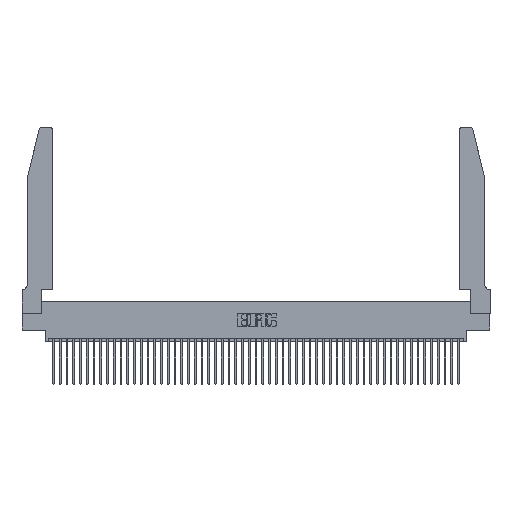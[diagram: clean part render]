
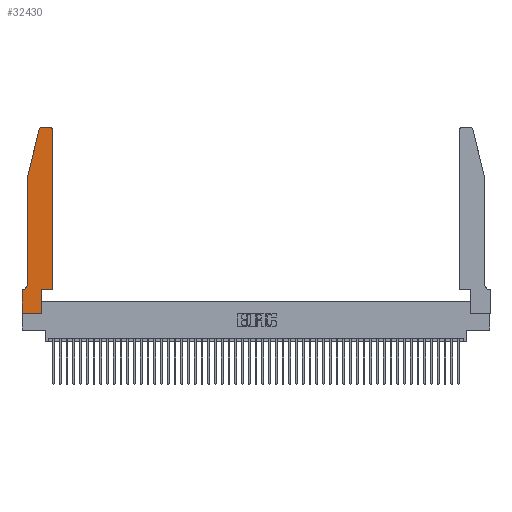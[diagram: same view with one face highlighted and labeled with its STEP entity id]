
A CAD part, top view. The second image highlights one B-rep face of the part: STEP entity #32430.
In plain terms, the highlighted planar face has unit normal (0, 0, 1).
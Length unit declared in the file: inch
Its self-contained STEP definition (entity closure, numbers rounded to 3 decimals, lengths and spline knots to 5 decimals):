
#79 = DIRECTION ( 'NONE',  ( -1., 0., 0. ) ) ;
#414 = ORIENTED_EDGE ( 'NONE', *, *, #35151, .T. ) ;
#424 = CIRCLE ( 'NONE', #20361, 0.03 ) ;
#1290 = DIRECTION ( 'NONE',  ( 0., 0., 1. ) ) ;
#1466 = CARTESIAN_POINT ( 'NONE',  ( 0.2865, 0.35, 0.37 ) ) ;
#1885 = VERTEX_POINT ( 'NONE', #45262 ) ;
#2196 = CARTESIAN_POINT ( 'NONE',  ( 0.4205, 2.75, 0.37 ) ) ;
#2420 = CARTESIAN_POINT ( 'NONE',  ( 0., 0., 0.37 ) ) ;
#3650 = EDGE_CURVE ( 'NONE', #19091, #12682, #14468, .T. ) ;
#4680 = CARTESIAN_POINT ( 'NONE',  ( 0.4505, 0.35, 0.37 ) ) ;
#4770 = LINE ( 'NONE', #4680, #42291 ) ;
#5821 = CARTESIAN_POINT ( 'NONE',  ( 0.284, 2.75, 0.37 ) ) ;
#6482 = DIRECTION ( 'NONE',  ( 0., -1., 0. ) ) ;
#6957 = ORIENTED_EDGE ( 'NONE', *, *, #23815, .T. ) ;
#7022 = ORIENTED_EDGE ( 'NONE', *, *, #30312, .T. ) ;
#8086 = VECTOR ( 'NONE', #13796, 39.37008 ) ;
#8302 = EDGE_CURVE ( 'NONE', #19704, #46036, #4770, .T. ) ;
#8336 = VECTOR ( 'NONE', #47211, 39.37008 ) ;
#9041 = VECTOR ( 'NONE', #6482, 39.37008 ) ;
#9183 = VERTEX_POINT ( 'NONE', #24146 ) ;
#9875 = CARTESIAN_POINT ( 'NONE',  ( 0.284, 2.72, 0.37 ) ) ;
#10085 = EDGE_CURVE ( 'NONE', #12682, #1885, #28711, .T. ) ;
#10276 = LINE ( 'NONE', #14342, #9041 ) ;
#11197 = DIRECTION ( 'NONE',  ( 0., 1., 0. ) ) ;
#11566 = ORIENTED_EDGE ( 'NONE', *, *, #41575, .T. ) ;
#12148 = ORIENTED_EDGE ( 'NONE', *, *, #10085, .T. ) ;
#12156 = VERTEX_POINT ( 'NONE', #5821 ) ;
#12196 = VECTOR ( 'NONE', #25794, 39.37008 ) ;
#12682 = VERTEX_POINT ( 'NONE', #43283 ) ;
#13410 = LINE ( 'NONE', #2420, #12196 ) ;
#13666 = ORIENTED_EDGE ( 'NONE', *, *, #3650, .T. ) ;
#13796 = DIRECTION ( 'NONE',  ( 0., -1., 0. ) ) ;
#13803 = DIRECTION ( 'NONE',  ( 1., 0., 0. ) ) ;
#13975 = DIRECTION ( 'NONE',  ( 0., 0., -1. ) ) ;
#14340 = CARTESIAN_POINT ( 'NONE',  ( 0.4205, 2.72, 0.37 ) ) ;
#14342 = CARTESIAN_POINT ( 'NONE',  ( 0., 0., 0.37 ) ) ;
#14468 = LINE ( 'NONE', #31977, #23509 ) ;
#16058 = CARTESIAN_POINT ( 'NONE',  ( 0., 0.35, 0.37 ) ) ;
#16087 = EDGE_CURVE ( 'NONE', #1885, #18152, #42040, .T. ) ;
#17240 = CIRCLE ( 'NONE', #32334, 0.03 ) ;
#17796 = ORIENTED_EDGE ( 'NONE', *, *, #44819, .T. ) ;
#18152 = VERTEX_POINT ( 'NONE', #42970 ) ;
#18243 = DIRECTION ( 'NONE',  ( 1., 0., 0. ) ) ;
#18627 = VERTEX_POINT ( 'NONE', #26492 ) ;
#19091 = VERTEX_POINT ( 'NONE', #21190 ) ;
#19704 = VERTEX_POINT ( 'NONE', #21308 ) ;
#20247 = LINE ( 'NONE', #1466, #49747 ) ;
#20361 = AXIS2_PLACEMENT_3D ( 'NONE', #14340, #41279, #18243 ) ;
#21190 = CARTESIAN_POINT ( 'NONE',  ( 0.25487, 2.72718, 0.37 ) ) ;
#21308 = CARTESIAN_POINT ( 'NONE',  ( 0.2865, 0.35, 0.37 ) ) ;
#22851 = CARTESIAN_POINT ( 'NONE',  ( 0.4505, 0.35, 0.37 ) ) ;
#23053 = VERTEX_POINT ( 'NONE', #37925 ) ;
#23509 = VECTOR ( 'NONE', #35851, 39.37008 ) ;
#23815 = EDGE_CURVE ( 'NONE', #12156, #19091, #17240, .T. ) ;
#24050 = DIRECTION ( 'NONE',  ( 1., 0., 0. ) ) ;
#24146 = CARTESIAN_POINT ( 'NONE',  ( 0., 0., 0.37 ) ) ;
#24177 = CARTESIAN_POINT ( 'NONE',  ( 0.0755, 0.35, 0.37 ) ) ;
#24704 = CARTESIAN_POINT ( 'NONE',  ( 0., 0.35, 0.37 ) ) ;
#25015 = AXIS2_PLACEMENT_3D ( 'NONE', #37078, #13975, #40921 ) ;
#25393 = VERTEX_POINT ( 'NONE', #16058 ) ;
#25794 = DIRECTION ( 'NONE',  ( 1., 0., 0. ) ) ;
#26492 = CARTESIAN_POINT ( 'NONE',  ( 0.4505, 2.72, 0.37 ) ) ;
#27153 = LINE ( 'NONE', #27451, #46370 ) ;
#27188 = EDGE_LOOP ( 'NONE', ( #7022, #6957, #13666, #12148, #42305, #11566, #46366, #38331, #50216, #37574, #17796, #414 ) ) ;
#27451 = CARTESIAN_POINT ( 'NONE',  ( 0.2605, 2.75, 0.37 ) ) ;
#28632 = DIRECTION ( 'NONE',  ( 1., 0., 0. ) ) ;
#28658 = EDGE_CURVE ( 'NONE', #25393, #9183, #10276, .T. ) ;
#28711 = LINE ( 'NONE', #33029, #8086 ) ;
#28948 = LINE ( 'NONE', #24177, #8336 ) ;
#29792 = LINE ( 'NONE', #22851, #37584 ) ;
#30312 = EDGE_CURVE ( 'NONE', #44599, #12156, #27153, .T. ) ;
#31977 = CARTESIAN_POINT ( 'NONE',  ( 0.0755, 2., 0.37 ) ) ;
#32334 = AXIS2_PLACEMENT_3D ( 'NONE', #9875, #36907, #13803 ) ;
#32430 = ADVANCED_FACE ( 'NONE', ( #41921 ), #36208, .T. ) ;
#32463 = EDGE_CURVE ( 'NONE', #23053, #19704, #20247, .T. ) ;
#32652 = DIRECTION ( 'NONE',  ( 0., 1., 0. ) ) ;
#33029 = CARTESIAN_POINT ( 'NONE',  ( 0.0755, 2., 0.37 ) ) ;
#33729 = CARTESIAN_POINT ( 'NONE',  ( 0.4505, 0.35, 0.37 ) ) ;
#35151 = EDGE_CURVE ( 'NONE', #18627, #44599, #424, .T. ) ;
#35541 = EDGE_CURVE ( 'NONE', #9183, #23053, #13410, .T. ) ;
#35824 = AXIS2_PLACEMENT_3D ( 'NONE', #24704, #1290, #28632 ) ;
#35851 = DIRECTION ( 'NONE',  ( -0.239, -0.971, 0. ) ) ;
#36208 = PLANE ( 'NONE',  #35824 ) ;
#36907 = DIRECTION ( 'NONE',  ( 0., 0., 1. ) ) ;
#37078 = CARTESIAN_POINT ( 'NONE',  ( 0.0055, 0.42, 0.37 ) ) ;
#37574 = ORIENTED_EDGE ( 'NONE', *, *, #8302, .T. ) ;
#37584 = VECTOR ( 'NONE', #11197, 39.37008 ) ;
#37925 = CARTESIAN_POINT ( 'NONE',  ( 0.2865, 0., 0.37 ) ) ;
#38331 = ORIENTED_EDGE ( 'NONE', *, *, #35541, .T. ) ;
#40921 = DIRECTION ( 'NONE',  ( -1., 0., 0. ) ) ;
#41279 = DIRECTION ( 'NONE',  ( 0., 0., 1. ) ) ;
#41575 = EDGE_CURVE ( 'NONE', #18152, #25393, #28948, .T. ) ;
#41921 = FACE_OUTER_BOUND ( 'NONE', #27188, .T. ) ;
#42040 = CIRCLE ( 'NONE', #25015, 0.07 ) ;
#42291 = VECTOR ( 'NONE', #24050, 39.37008 ) ;
#42305 = ORIENTED_EDGE ( 'NONE', *, *, #16087, .T. ) ;
#42970 = CARTESIAN_POINT ( 'NONE',  ( 0.0055, 0.35, 0.37 ) ) ;
#43283 = CARTESIAN_POINT ( 'NONE',  ( 0.0755, 2., 0.37 ) ) ;
#44599 = VERTEX_POINT ( 'NONE', #2196 ) ;
#44819 = EDGE_CURVE ( 'NONE', #46036, #18627, #29792, .T. ) ;
#45262 = CARTESIAN_POINT ( 'NONE',  ( 0.0755, 0.42, 0.37 ) ) ;
#46036 = VERTEX_POINT ( 'NONE', #33729 ) ;
#46366 = ORIENTED_EDGE ( 'NONE', *, *, #28658, .T. ) ;
#46370 = VECTOR ( 'NONE', #79, 39.37008 ) ;
#47211 = DIRECTION ( 'NONE',  ( -1., 0., 0. ) ) ;
#49747 = VECTOR ( 'NONE', #32652, 39.37008 ) ;
#50216 = ORIENTED_EDGE ( 'NONE', *, *, #32463, .T. ) ;
